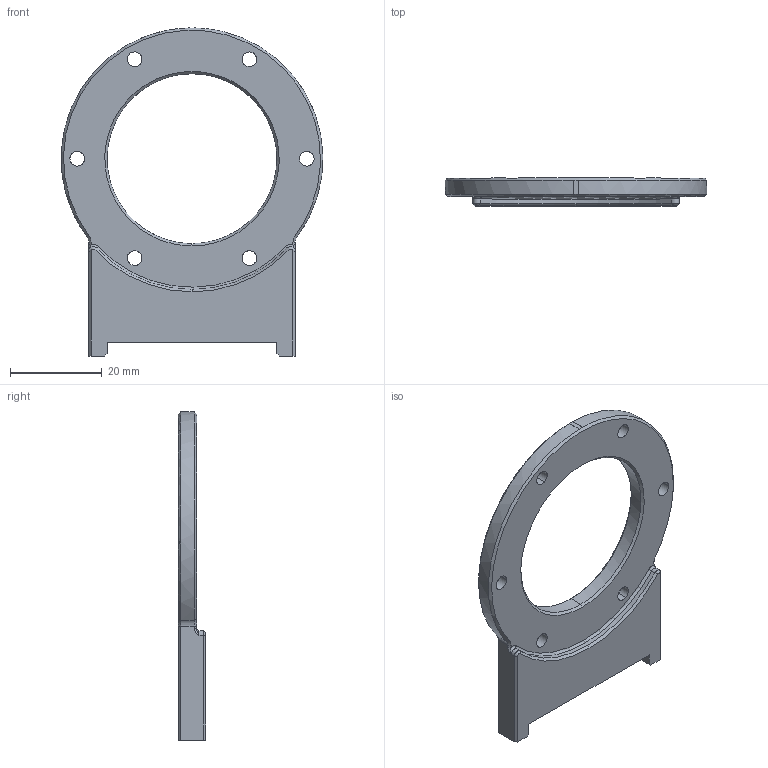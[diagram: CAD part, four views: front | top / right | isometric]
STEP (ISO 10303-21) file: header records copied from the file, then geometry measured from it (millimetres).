
FILE_DESCRIPTION (( 'STEP AP214' ), '1' );
FILE_NAME ('JXS-04-05.STEP', '2026-02-04T18:19:15', ( '1' ), ( '' ), 'SwSTEP 2.0', 'SolidWorks 2020', '' );
FILE_SCHEMA (( 'AUTOMOTIVE_DESIGN' ));
Length unit declared in the file: millimetre
Products named in the file (1): JXS-04-05
Bounding box: 56.99 x 6 x 71.5 mm (x, y, z)
Surface area: 6152.3 mm2 (no closed solid volume)
Topology: 0 solids, 3 shells, 89 faces, 233 edges, 140 vertices
Faces by surface type: cone 30, cylinder 29, plane 25, torus 3, bspline 2
Entity records: 4260 total; most frequent: CARTESIAN_POINT 2532, ORIENTED_EDGE 446, EDGE_CURVE 227, B_SPLINE_CURVE_WITH_KNOTS 227, DIRECTION 176, VERTEX_POINT 140, EDGE_LOOP 103, ADVANCED_FACE 89
